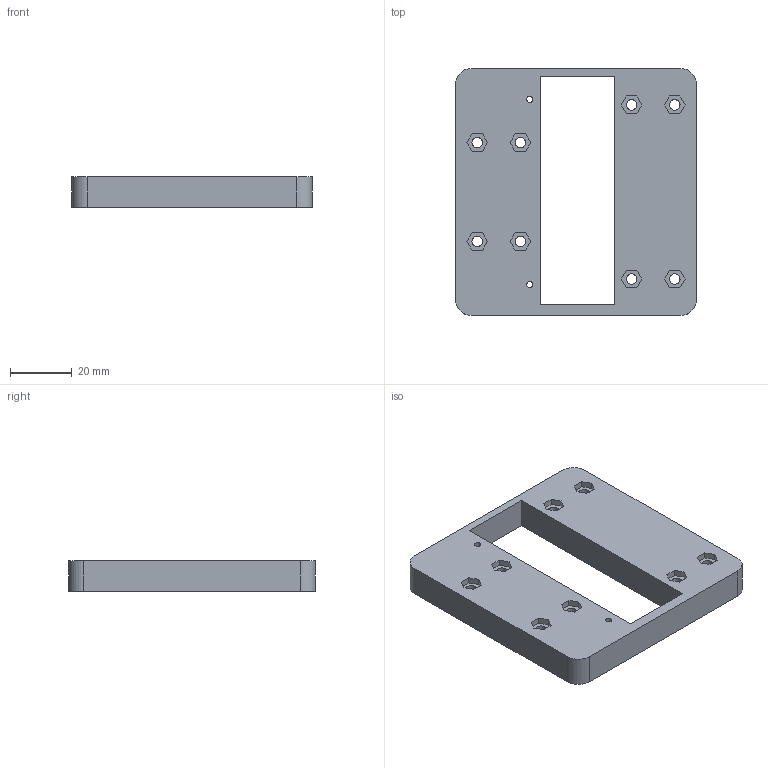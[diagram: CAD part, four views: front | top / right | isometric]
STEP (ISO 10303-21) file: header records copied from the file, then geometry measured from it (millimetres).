
FILE_DESCRIPTION(('FreeCAD Model'),'2;1');
FILE_NAME('BottomXCarriage.step','2016-04-18T17:51:38',( 'Author'),(''),'Open CASCADE STEP processor 6.8','FreeCAD','Unknown' );
FILE_SCHEMA(('AUTOMOTIVE_DESIGN_CC2 { 1 2 10303 214 -1 1 5 4 }'));
Length unit declared in the file: millimetre
Products named in the file (2): ASSEMBLY; Bot001
Assembly tree (1 placements, depth 2):
  ASSEMBLY
    Bot001
Bounding box: 78 x 80 x 10 mm (x, y, z)
Volume: 41708.1 mm3; surface area: 15096.8 mm2
Topology: 1 solids, 1 shells, 86 faces, 222 edges, 148 vertices
Faces by surface type: plane 70, cylinder 16
Full cylindrical faces by diameter (mm): 2 x2, 3.4 x8
Entity records: 5541 total; most frequent: CARTESIAN_POINT 1146, DIRECTION 746, LINE 488, VECTOR 488, ORIENTED_EDGE 444, PCURVE 444, DEFINITIONAL_REPRESENTATION 444, EDGE_CURVE 222
